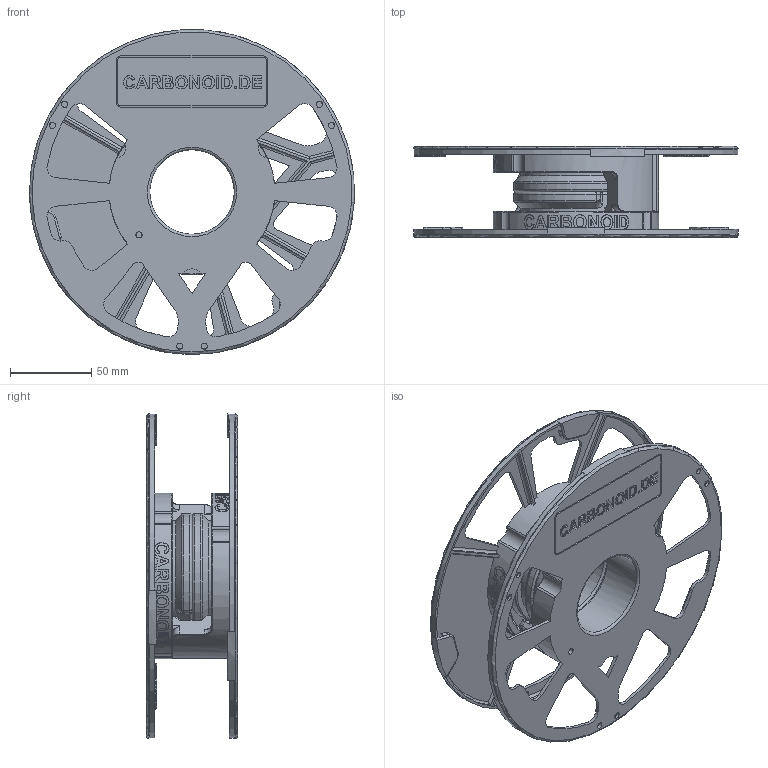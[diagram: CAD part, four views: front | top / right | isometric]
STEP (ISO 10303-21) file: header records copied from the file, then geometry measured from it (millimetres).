
FILE_DESCRIPTION(/* description */ (''),/* implementation_level */ '2;1');
FILE_NAME(/* name */ 'CarbonoidSpool.step',/* time_stamp */ '2018-07-01T12:56:21+02:00',/* author */ (''),/* organization */ (''),/* preprocessor_version */ 'ST-DEVELOPER v17',/* originating_system */ 'Autodesk Translation Framework v7.1.0.215',/* authorisation */ '');
FILE_SCHEMA (('AUTOMOTIVE_DESIGN { 1 0 10303 214 3 1 1 }'));
Products named in the file (4): CarbonoidSpool; CS850; CS850_Half1; CS850_Half2
Assembly tree (3 placements, depth 3):
  CarbonoidSpool
    CS850
      CS850_Half1
      CS850_Half2
Bounding box: 200 x 56.1 x 199.96 mm (x, y, z)
Volume: 341055.3 mm3; surface area: 143246 mm2
Topology: 2 solids, 2 shells, 1388 faces, 3942 edges, 2604 vertices
Faces by surface type: bspline 514, plane 480, cylinder 300, torus 78, sphere 12, cone 4
Full cylindrical faces by diameter (mm): 3.8 x14, 52 x2, 200 x2
Entity records: 55546 total; most frequent: CARTESIAN_POINT 22557, ORIENTED_EDGE 7880, DIRECTION 5196, EDGE_CURVE 3940, VERTEX_POINT 2604, LINE 1886, VECTOR 1886, AXIS2_PLACEMENT_3D 1655
